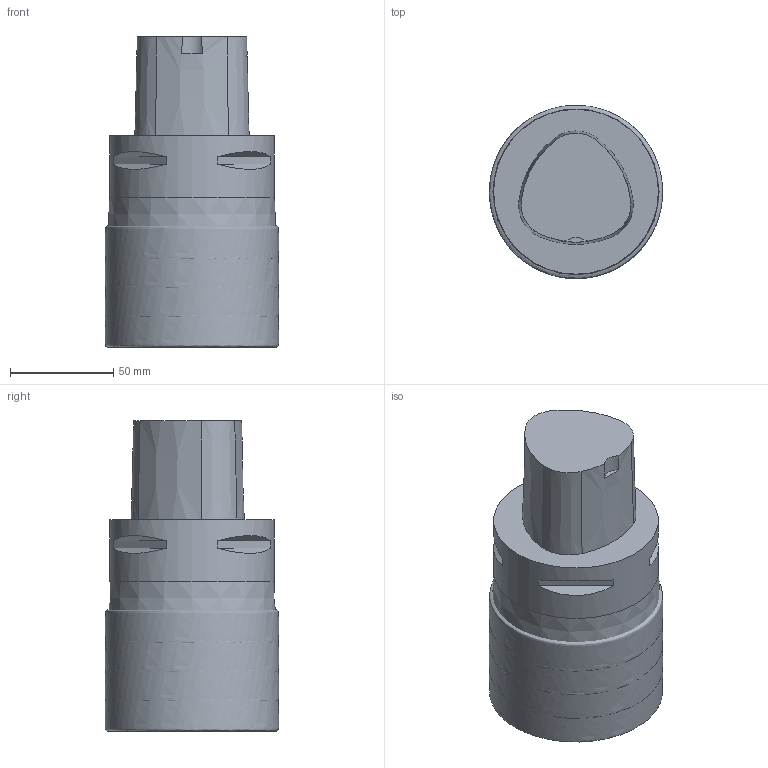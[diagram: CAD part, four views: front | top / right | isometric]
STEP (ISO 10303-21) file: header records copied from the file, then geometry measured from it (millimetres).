
FILE_DESCRIPTION(/* description */ (''),/* implementation_level */ '2;1');
FILE_NAME(/* name */ '1588738443816.stp',/* time_stamp */ '2020-05-06T09:44:27+05:00',/* author */ (''),/* organization */ ('SMS'),/* preprocessor_version */ 'ST-DEVELOPER v16.7',/* originating_system */ 'SIEMENS PLM Software NX 12.0',/* authorisation */ '');
FILE_SCHEMA (('AUTOMOTIVE_DESIGN { 1 0 10303 214 3 1 1 1 }'));
Length unit declared in the file: millimetre
Products named in the file (4): ASSEMBLY_CONSTRUCTION; 202613864mod000_01; 202983557mod000_00; 202983556mod000_00
Assembly tree (6 placements, depth 2):
  202983556mod000_00
    202983557mod000_00
    202613864mod000_01  x4
    ASSEMBLY_CONSTRUCTION
Bounding box: 84.04 x 84.04 x 150.6 mm (x, y, z)
Volume: 787689.5 mm3; surface area: 93899 mm2
Topology: 5 solids, 5 shells, 44 faces, 98 edges, 91 vertices
Faces by surface type: cone 18, plane 17, bspline 4, torus 3, cylinder 2
Full cylindrical faces by diameter (mm): 80 x1
Entity records: 31826 total; most frequent: CARTESIAN_POINT 30584, DIRECTION 244, ORIENTED_EDGE 132, AXIS2_PLACEMENT_3D 111, EDGE_CURVE 66, EDGE_LOOP 62, VERTEX_POINT 54, STYLED_ITEM 51
